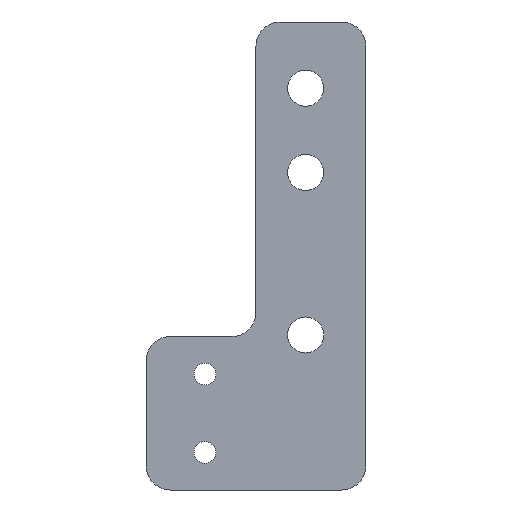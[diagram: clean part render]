
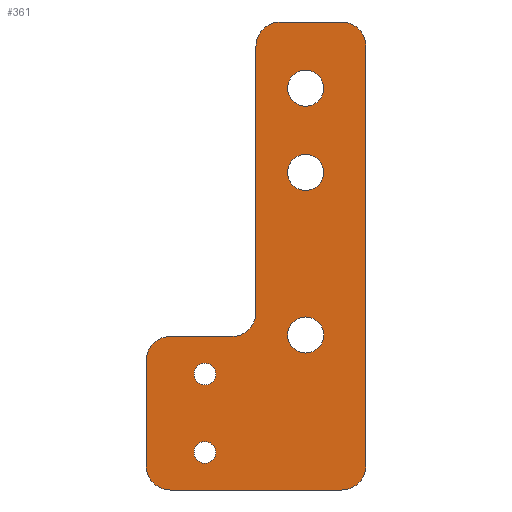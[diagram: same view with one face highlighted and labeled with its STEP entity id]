
A CAD part, front view. The second image highlights one B-rep face of the part: STEP entity #361.
In plain terms, the highlighted planar face has unit normal (0, -1, 0).
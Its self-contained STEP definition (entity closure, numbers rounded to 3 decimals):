
#15=FACE_BOUND('',#55,.T.);
#16=FACE_BOUND('',#56,.T.);
#17=FACE_BOUND('',#57,.T.);
#18=FACE_BOUND('',#58,.T.);
#19=FACE_BOUND('',#59,.T.);
#26=PLANE('',#396);
#35=FACE_OUTER_BOUND('',#54,.T.);
#54=EDGE_LOOP('',(#254,#255,#256,#257,#258,#259,#260,#261,#262,#263,#264,
#265));
#55=EDGE_LOOP('',(#266));
#56=EDGE_LOOP('',(#267));
#57=EDGE_LOOP('',(#268));
#58=EDGE_LOOP('',(#269));
#59=EDGE_LOOP('',(#270));
#83=LINE('',#558,#112);
#86=LINE('',#564,#115);
#87=LINE('',#568,#116);
#88=LINE('',#572,#117);
#89=LINE('',#576,#118);
#90=LINE('',#580,#119);
#112=VECTOR('',#445,10.);
#115=VECTOR('',#450,10.);
#116=VECTOR('',#453,10.);
#117=VECTOR('',#456,10.);
#118=VECTOR('',#459,10.);
#119=VECTOR('',#462,10.);
#140=CIRCLE('',#394,2.);
#141=CIRCLE('',#397,2.);
#142=CIRCLE('',#398,2.);
#143=CIRCLE('',#399,2.);
#144=CIRCLE('',#400,2.);
#145=CIRCLE('',#401,2.);
#146=CIRCLE('',#402,0.9);
#147=CIRCLE('',#403,1.5);
#148=CIRCLE('',#404,1.5);
#149=CIRCLE('',#405,0.9);
#150=CIRCLE('',#406,1.5);
#163=VERTEX_POINT('',#551);
#164=VERTEX_POINT('',#553);
#165=VERTEX_POINT('',#557);
#167=VERTEX_POINT('',#563);
#168=VERTEX_POINT('',#565);
#169=VERTEX_POINT('',#567);
#170=VERTEX_POINT('',#569);
#171=VERTEX_POINT('',#571);
#172=VERTEX_POINT('',#573);
#173=VERTEX_POINT('',#575);
#174=VERTEX_POINT('',#577);
#175=VERTEX_POINT('',#579);
#176=VERTEX_POINT('',#582);
#177=VERTEX_POINT('',#584);
#178=VERTEX_POINT('',#586);
#179=VERTEX_POINT('',#588);
#180=VERTEX_POINT('',#590);
#197=EDGE_CURVE('',#163,#164,#140,.T.);
#199=EDGE_CURVE('',#165,#164,#83,.T.);
#202=EDGE_CURVE('',#163,#167,#86,.T.);
#203=EDGE_CURVE('',#168,#167,#141,.T.);
#204=EDGE_CURVE('',#168,#169,#87,.T.);
#205=EDGE_CURVE('',#170,#169,#142,.T.);
#206=EDGE_CURVE('',#170,#171,#88,.T.);
#207=EDGE_CURVE('',#172,#171,#143,.T.);
#208=EDGE_CURVE('',#172,#173,#89,.T.);
#209=EDGE_CURVE('',#174,#173,#144,.T.);
#210=EDGE_CURVE('',#174,#175,#90,.T.);
#211=EDGE_CURVE('',#165,#175,#145,.T.);
#212=EDGE_CURVE('',#176,#176,#146,.T.);
#213=EDGE_CURVE('',#177,#177,#147,.T.);
#214=EDGE_CURVE('',#178,#178,#148,.T.);
#215=EDGE_CURVE('',#179,#179,#149,.T.);
#216=EDGE_CURVE('',#180,#180,#150,.T.);
#254=ORIENTED_EDGE('',*,*,#197,.F.);
#255=ORIENTED_EDGE('',*,*,#202,.T.);
#256=ORIENTED_EDGE('',*,*,#203,.F.);
#257=ORIENTED_EDGE('',*,*,#204,.T.);
#258=ORIENTED_EDGE('',*,*,#205,.F.);
#259=ORIENTED_EDGE('',*,*,#206,.T.);
#260=ORIENTED_EDGE('',*,*,#207,.F.);
#261=ORIENTED_EDGE('',*,*,#208,.T.);
#262=ORIENTED_EDGE('',*,*,#209,.F.);
#263=ORIENTED_EDGE('',*,*,#210,.T.);
#264=ORIENTED_EDGE('',*,*,#211,.F.);
#265=ORIENTED_EDGE('',*,*,#199,.T.);
#266=ORIENTED_EDGE('',*,*,#212,.F.);
#267=ORIENTED_EDGE('',*,*,#213,.F.);
#268=ORIENTED_EDGE('',*,*,#214,.F.);
#269=ORIENTED_EDGE('',*,*,#215,.F.);
#270=ORIENTED_EDGE('',*,*,#216,.F.);
#361=ADVANCED_FACE('',(#35,#15,#16,#17,#18,#19),#26,.F.);
#394=AXIS2_PLACEMENT_3D('',#554,#440,#441);
#396=AXIS2_PLACEMENT_3D('',#562,#448,#449);
#397=AXIS2_PLACEMENT_3D('',#566,#451,#452);
#398=AXIS2_PLACEMENT_3D('',#570,#454,#455);
#399=AXIS2_PLACEMENT_3D('',#574,#457,#458);
#400=AXIS2_PLACEMENT_3D('',#578,#460,#461);
#401=AXIS2_PLACEMENT_3D('',#581,#463,#464);
#402=AXIS2_PLACEMENT_3D('',#583,#465,#466);
#403=AXIS2_PLACEMENT_3D('',#585,#467,#468);
#404=AXIS2_PLACEMENT_3D('',#587,#469,#470);
#405=AXIS2_PLACEMENT_3D('',#589,#471,#472);
#406=AXIS2_PLACEMENT_3D('',#591,#473,#474);
#440=DIRECTION('center_axis',(0.,1.,0.));
#441=DIRECTION('ref_axis',(-0.707,0.,0.707));
#445=DIRECTION('',(-1.,0.,0.));
#448=DIRECTION('center_axis',(0.,1.,0.));
#449=DIRECTION('ref_axis',(-1.,0.,0.));
#450=DIRECTION('',(0.,0.,-1.));
#451=DIRECTION('center_axis',(0.,-1.,0.));
#452=DIRECTION('ref_axis',(0.707,0.,-0.707));
#453=DIRECTION('',(-1.,0.,0.));
#454=DIRECTION('center_axis',(0.,1.,0.));
#455=DIRECTION('ref_axis',(-0.707,0.,0.707));
#456=DIRECTION('',(0.,0.,-1.));
#457=DIRECTION('center_axis',(0.,1.,0.));
#458=DIRECTION('ref_axis',(-0.707,0.,-0.707));
#459=DIRECTION('',(1.,0.,0.));
#460=DIRECTION('center_axis',(0.,1.,0.));
#461=DIRECTION('ref_axis',(0.707,0.,-0.707));
#462=DIRECTION('',(0.,0.,1.));
#463=DIRECTION('center_axis',(0.,1.,0.));
#464=DIRECTION('ref_axis',(0.707,0.,0.707));
#465=DIRECTION('center_axis',(0.,-1.,0.));
#466=DIRECTION('ref_axis',(-1.,0.,0.));
#467=DIRECTION('center_axis',(0.,-1.,0.));
#468=DIRECTION('ref_axis',(-1.,0.,0.));
#469=DIRECTION('center_axis',(0.,-1.,0.));
#470=DIRECTION('ref_axis',(-1.,0.,0.));
#471=DIRECTION('center_axis',(0.,-1.,0.));
#472=DIRECTION('ref_axis',(-1.,0.,0.));
#473=DIRECTION('center_axis',(0.,-1.,0.));
#474=DIRECTION('ref_axis',(-1.,0.,0.));
#551=CARTESIAN_POINT('',(-158.813,169.454,48.));
#553=CARTESIAN_POINT('',(-156.813,169.454,50.));
#554=CARTESIAN_POINT('Origin',(-156.813,169.454,48.));
#557=CARTESIAN_POINT('',(-151.688,169.454,50.));
#558=CARTESIAN_POINT('',(-149.688,169.454,50.));
#562=CARTESIAN_POINT('Origin',(-158.813,169.454,30.562));
#563=CARTESIAN_POINT('',(-158.813,169.454,25.875));
#564=CARTESIAN_POINT('',(-158.813,169.454,50.));
#565=CARTESIAN_POINT('',(-160.813,169.454,23.875));
#566=CARTESIAN_POINT('Origin',(-160.813,169.454,25.875));
#567=CARTESIAN_POINT('',(-165.938,169.454,23.875));
#568=CARTESIAN_POINT('',(-158.813,169.454,23.875));
#569=CARTESIAN_POINT('',(-167.938,169.454,21.875));
#570=CARTESIAN_POINT('Origin',(-165.938,169.454,21.875));
#571=CARTESIAN_POINT('',(-167.938,169.454,13.125));
#572=CARTESIAN_POINT('',(-167.938,169.454,50.));
#573=CARTESIAN_POINT('',(-165.938,169.454,11.125));
#574=CARTESIAN_POINT('Origin',(-165.938,169.454,13.125));
#575=CARTESIAN_POINT('',(-151.688,169.454,11.125));
#576=CARTESIAN_POINT('',(-167.938,169.454,11.125));
#577=CARTESIAN_POINT('',(-149.688,169.454,13.125));
#578=CARTESIAN_POINT('Origin',(-151.688,169.454,13.125));
#579=CARTESIAN_POINT('',(-149.688,169.454,48.));
#580=CARTESIAN_POINT('',(-149.688,169.454,11.125));
#581=CARTESIAN_POINT('Origin',(-151.688,169.454,48.));
#582=CARTESIAN_POINT('',(-162.163,169.454,14.25));
#583=CARTESIAN_POINT('Origin',(-163.063,169.454,14.25));
#584=CARTESIAN_POINT('',(-153.188,169.454,24.));
#585=CARTESIAN_POINT('Origin',(-154.688,169.454,24.));
#586=CARTESIAN_POINT('',(-153.188,169.454,37.5));
#587=CARTESIAN_POINT('Origin',(-154.688,169.454,37.5));
#588=CARTESIAN_POINT('',(-162.163,169.454,20.75));
#589=CARTESIAN_POINT('Origin',(-163.063,169.454,20.75));
#590=CARTESIAN_POINT('',(-153.188,169.454,44.5));
#591=CARTESIAN_POINT('Origin',(-154.688,169.454,44.5));
